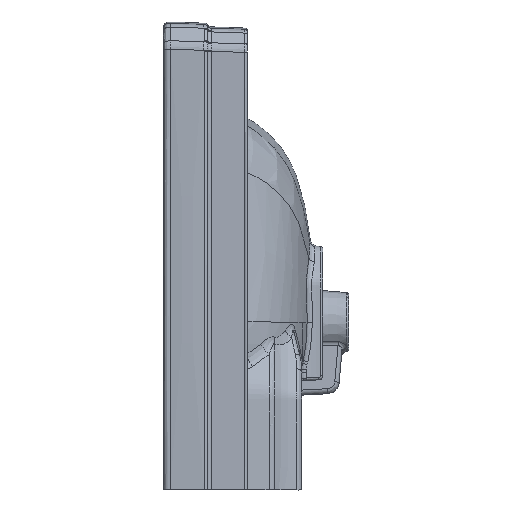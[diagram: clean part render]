
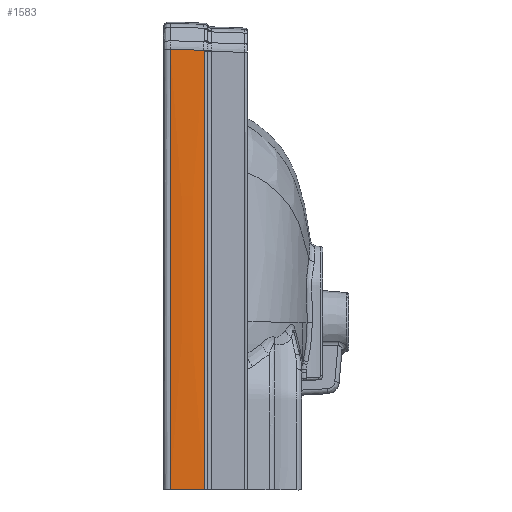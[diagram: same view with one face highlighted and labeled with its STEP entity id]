
A CAD part, left-side view. The second image highlights one B-rep face of the part: STEP entity #1583.
In plain terms, the highlighted free-form (B-spline) face has degree [3, 3] with [4, 4] control points.
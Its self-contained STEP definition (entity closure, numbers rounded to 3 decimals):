
#581=LINE('',#23857,#796);
#796=VECTOR('',#12066,1.);
#1026=B_SPLINE_SURFACE_WITH_KNOTS('',3,3,((#35016,#35017,#35018,#35019),
(#35020,#35021,#35022,#35023),(#35024,#35025,#35026,#35027),(#35028,#35029,
#35030,#35031)),.UNSPECIFIED.,.F.,.F.,.F.,(4,4),(4,4),(0.,1.),(0.,1.),
 .UNSPECIFIED.);
#1583=ADVANCED_FACE('',(#2767),#1026,.T.);
#2767=FACE_OUTER_BOUND('',#3508,.T.);
#3508=EDGE_LOOP('',(#5194,#5195,#5196,#5197,#5198));
#5194=ORIENTED_EDGE('',*,*,#9256,.T.);
#5195=ORIENTED_EDGE('',*,*,#9257,.T.);
#5196=ORIENTED_EDGE('',*,*,#9258,.T.);
#5197=ORIENTED_EDGE('',*,*,#9259,.T.);
#5198=ORIENTED_EDGE('',*,*,#8925,.F.);
#7793=VERTEX_POINT('',#23856);
#7794=VERTEX_POINT('',#23858);
#7992=VERTEX_POINT('',#34904);
#7993=VERTEX_POINT('',#35006);
#7994=VERTEX_POINT('',#35011);
#8925=EDGE_CURVE('',#7793,#7794,#581,.T.);
#9256=EDGE_CURVE('',#7793,#7992,#10807,.T.);
#9257=EDGE_CURVE('',#7992,#7993,#10808,.T.);
#9258=EDGE_CURVE('',#7993,#7994,#10809,.T.);
#9259=EDGE_CURVE('',#7994,#7794,#10810,.T.);
#10807=B_SPLINE_CURVE_WITH_KNOTS('',3,(#34905,#34906,#34907,#34908,#34909,
#34910),.UNSPECIFIED.,.F.,.F.,(4,1,1,4),(0.,0.333,0.667,
1.),.UNSPECIFIED.);
#10808=B_SPLINE_CURVE_WITH_KNOTS('',3,(#35001,#35002,#35003,#35004,#35005),
 .UNSPECIFIED.,.F.,.F.,(4,1,4),(0.,0.5,1.),.UNSPECIFIED.);
#10809=B_SPLINE_CURVE_WITH_KNOTS('',3,(#35007,#35008,#35009,#35010),
 .UNSPECIFIED.,.F.,.F.,(4,4),(0.,1.),.UNSPECIFIED.);
#10810=B_SPLINE_CURVE_WITH_KNOTS('',3,(#35012,#35013,#35014,#35015),
 .UNSPECIFIED.,.F.,.F.,(4,4),(0.,1.),.UNSPECIFIED.);
#12066=DIRECTION('',(-0.035,0.999,0.));
#23856=CARTESIAN_POINT('',(-354.308,-48.452,0.));
#23857=CARTESIAN_POINT('',(-354.308,-48.452,0.));
#23858=CARTESIAN_POINT('',(-355.711,-8.279,0.));
#34904=CARTESIAN_POINT('',(-354.583,-48.452,522.415));
#34905=CARTESIAN_POINT('',(-354.308,-48.452,0.));
#34906=CARTESIAN_POINT('',(-354.815,-48.452,58.048));
#34907=CARTESIAN_POINT('',(-355.51,-48.452,174.146));
#34908=CARTESIAN_POINT('',(-355.602,-48.452,348.283));
#34909=CARTESIAN_POINT('',(-355.029,-48.452,464.373));
#34910=CARTESIAN_POINT('',(-354.583,-48.452,522.415));
#35001=CARTESIAN_POINT('',(-354.583,-48.452,522.415));
#35002=CARTESIAN_POINT('',(-354.581,-48.452,522.709));
#35003=CARTESIAN_POINT('',(-354.577,-48.446,523.296));
#35004=CARTESIAN_POINT('',(-354.573,-48.429,523.882));
#35005=CARTESIAN_POINT('',(-354.571,-48.419,524.175));
#35006=CARTESIAN_POINT('',(-354.571,-48.419,524.175));
#35007=CARTESIAN_POINT('',(-354.571,-48.419,524.175));
#35008=CARTESIAN_POINT('',(-355.037,-35.039,524.37));
#35009=CARTESIAN_POINT('',(-355.502,-21.659,524.564));
#35010=CARTESIAN_POINT('',(-355.968,-8.279,524.759));
#35011=CARTESIAN_POINT('',(-355.968,-8.279,524.759));
#35012=CARTESIAN_POINT('',(-355.968,-8.279,524.759));
#35013=CARTESIAN_POINT('',(-357.323,-8.279,349.844));
#35014=CARTESIAN_POINT('',(-357.237,-8.279,174.913));
#35015=CARTESIAN_POINT('',(-355.711,-8.279,0.));
#35016=CARTESIAN_POINT('',(-354.308,-48.452,0.));
#35017=CARTESIAN_POINT('',(-354.776,-35.061,-0.004));
#35018=CARTESIAN_POINT('',(-355.243,-21.67,-0.008));
#35019=CARTESIAN_POINT('',(-355.711,-8.279,-0.012));
#35020=CARTESIAN_POINT('',(-355.834,-48.452,174.909));
#35021=CARTESIAN_POINT('',(-356.302,-35.061,174.907));
#35022=CARTESIAN_POINT('',(-356.77,-21.67,174.906));
#35023=CARTESIAN_POINT('',(-357.237,-8.279,174.904));
#35024=CARTESIAN_POINT('',(-355.92,-48.452,349.837));
#35025=CARTESIAN_POINT('',(-356.388,-35.061,349.838));
#35026=CARTESIAN_POINT('',(-356.856,-21.67,349.839));
#35027=CARTESIAN_POINT('',(-357.323,-8.279,349.84));
#35028=CARTESIAN_POINT('',(-354.565,-48.452,524.748));
#35029=CARTESIAN_POINT('',(-355.033,-35.061,524.752));
#35030=CARTESIAN_POINT('',(-355.501,-21.67,524.755));
#35031=CARTESIAN_POINT('',(-355.968,-8.279,524.759));
